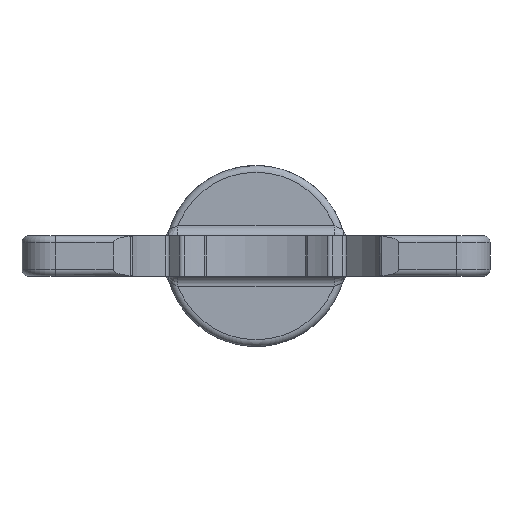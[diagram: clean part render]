
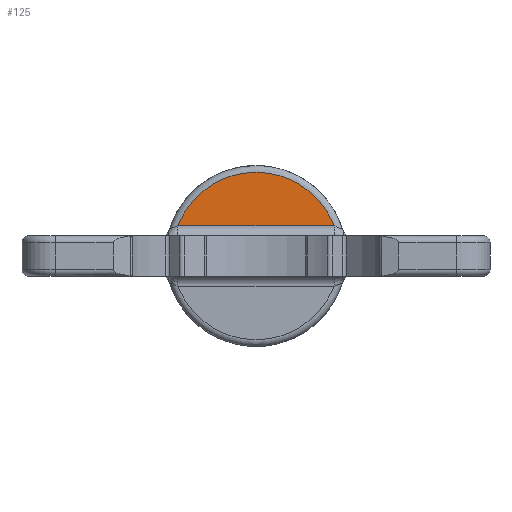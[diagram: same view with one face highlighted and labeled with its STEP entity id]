
A CAD part, left-side view. The second image highlights one B-rep face of the part: STEP entity #125.
In plain terms, the highlighted planar face has unit normal (-1, 0, 0).
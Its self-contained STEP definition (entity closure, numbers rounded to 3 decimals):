
#125 = ADVANCED_FACE( '', ( #332 ), #333, .F. );
#332 = FACE_OUTER_BOUND( '', #632, .T. );
#333 = PLANE( '', #633 );
#632 = EDGE_LOOP( '', ( #2578, #2579 ) );
#633 = AXIS2_PLACEMENT_3D( '', #2580, #2581, #2582 );
#2578 = ORIENTED_EDGE( '', *, *, #3327, .T. );
#2579 = ORIENTED_EDGE( '', *, *, #3328, .T. );
#2580 = CARTESIAN_POINT( '', ( 38.075, 0., 13.5 ) );
#2581 = DIRECTION( '', ( 1., 0., 0. ) );
#2582 = DIRECTION( '', ( 0., 0., -1. ) );
#3327 = EDGE_CURVE( '', #3658, #3659, #3660, .F. );
#3328 = EDGE_CURVE( '', #3659, #3658, #3661, .T. );
#3658 = VERTEX_POINT( '', #4121 );
#3659 = VERTEX_POINT( '', #4122 );
#3660 = CIRCLE( '', #4123, 12.5 );
#3661 = LINE( '', #4124, #4125 );
#4121 = CARTESIAN_POINT( '', ( 38.075, -11.662, 4.5 ) );
#4122 = CARTESIAN_POINT( '', ( 38.075, 11.662, 4.5 ) );
#4123 = AXIS2_PLACEMENT_3D( '', #5559, #5560, #5561 );
#4124 = CARTESIAN_POINT( '', ( 38.075, 0., 4.5 ) );
#4125 = VECTOR( '', #5562, 1000. );
#5559 = CARTESIAN_POINT( '', ( 38.075, 0., 0. ) );
#5560 = DIRECTION( '', ( 1., 0., 0. ) );
#5561 = DIRECTION( '', ( 0., 0., -1. ) );
#5562 = DIRECTION( '', ( 0., -1., 0. ) );
